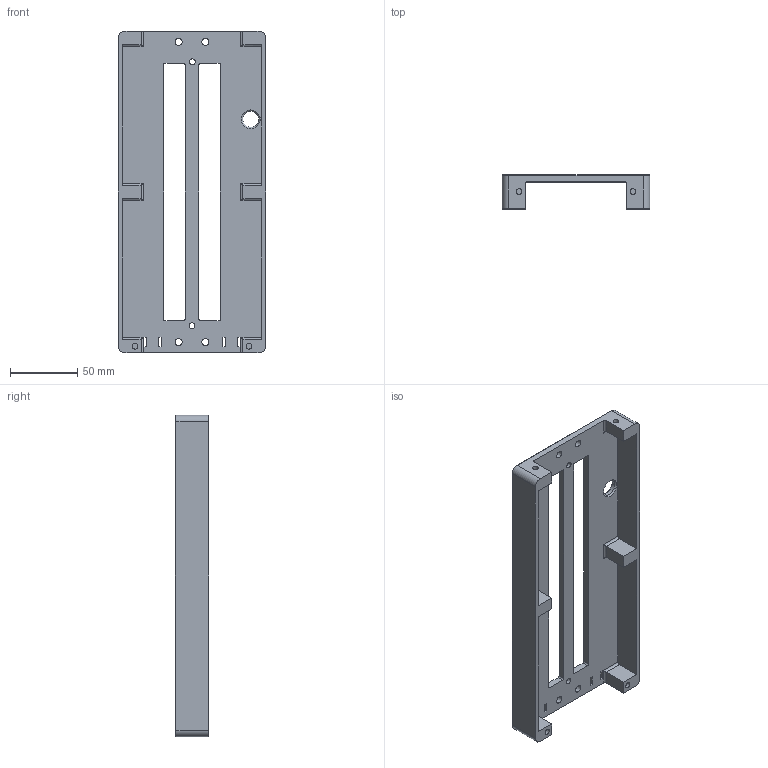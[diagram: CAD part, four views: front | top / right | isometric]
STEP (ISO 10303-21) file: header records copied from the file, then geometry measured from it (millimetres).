
FILE_DESCRIPTION(/* description */ (''),/* implementation_level */ '2;1');
FILE_NAME(/* name */ 'Salon case assembly V2 v4.step',/* time_stamp */ '2025-09-24T13:37:09-07:00',/* author */ (''),/* organization */ (''),/* preprocessor_version */ 'ST-DEVELOPER v20.1',/* originating_system */ 'Autodesk Translation Framework v14.17.0.0',/* authorisation */ '');
FILE_SCHEMA (('AUTOMOTIVE_DESIGN { 1 0 10303 214 3 1 1 }'));
Length unit declared in the file: millimetre
Products named in the file (2): Salon case assembly V2; Case back
Assembly tree (1 placements, depth 2):
  Salon case assembly V2
    Case back
Bounding box: 110 x 25 x 240 mm (x, y, z)
Volume: 144568.7 mm3; surface area: 71066.9 mm2
Topology: 1 solids, 1 shells, 101 faces, 268 edges, 173 vertices
Faces by surface type: plane 58, cylinder 37, cone 6
Full cylindrical faces by diameter (mm): 4.4 x6, 5.3 x4, 12 x1
Entity records: 3227 total; most frequent: DIRECTION 549, CARTESIAN_POINT 545, ORIENTED_EDGE 536, EDGE_CURVE 268, LINE 195, VECTOR 195, AXIS2_PLACEMENT_3D 177, VERTEX_POINT 173
